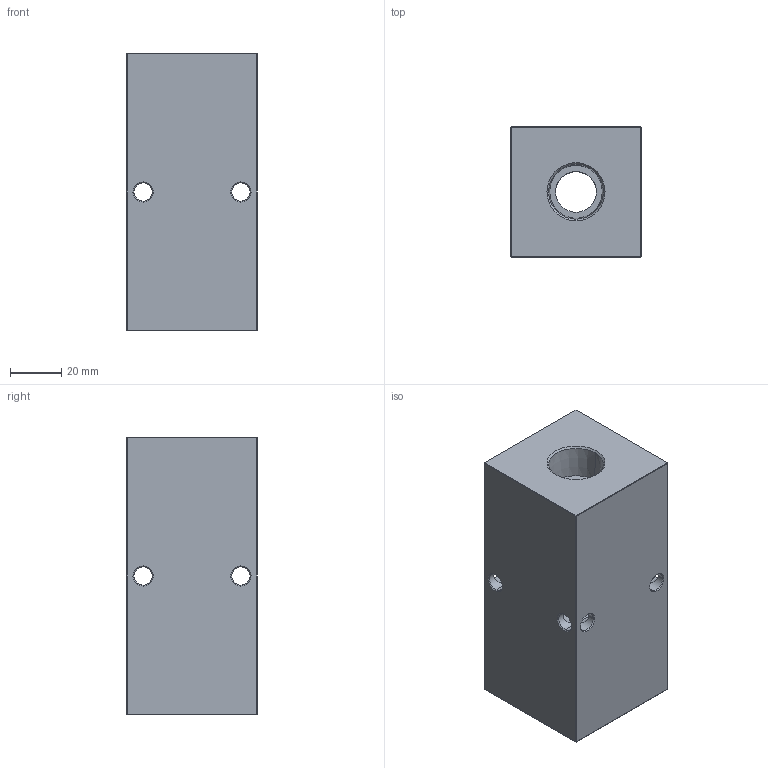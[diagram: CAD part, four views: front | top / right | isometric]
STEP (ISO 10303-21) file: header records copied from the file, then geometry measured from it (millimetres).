
FILE_DESCRIPTION (( 'STEP AP203' ), '1' );
FILE_NAME ('HM-2-90-P-8-6.STEP', '2020-10-30T13:48:05', ( '' ), ( '' ), 'SwSTEP 2.0', 'SolidWorks 2019', '' );
FILE_SCHEMA (( 'CONFIG_CONTROL_DESIGN' ));
Length unit declared in the file: inch
Products named in the file (1): HM-2-90-P-8-6
Bounding box: 50.8 x 50.8 x 107.95 mm (x, y, z)
Volume: 231672 mm3; surface area: 38115.7 mm2
Topology: 1 solids, 1 shells, 504 faces, 1319 edges, 858 vertices
Faces by surface type: plane 238, bspline 200, cylinder 34, cone 32
Entity records: 25470 total; most frequent: CARTESIAN_POINT 14396, ORIENTED_EDGE 2638, DIRECTION 1563, EDGE_CURVE 1319, VERTEX_POINT 858, VECTOR 793, LINE 793, EDGE_LOOP 571
